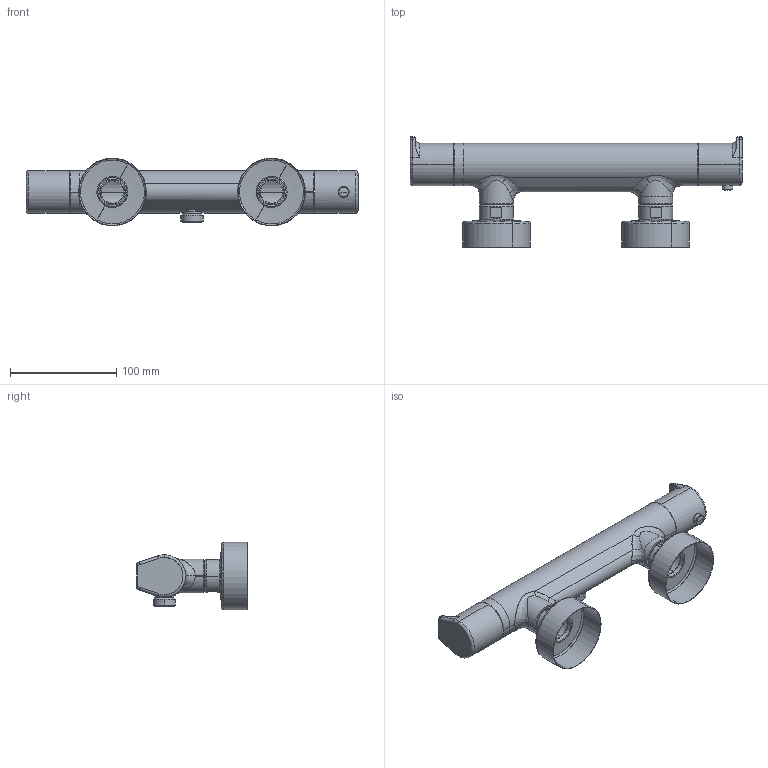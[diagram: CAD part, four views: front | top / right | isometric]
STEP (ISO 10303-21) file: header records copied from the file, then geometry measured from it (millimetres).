
FILE_DESCRIPTION(('CATIA V5 STEP Exchange','CAx-IF Rec.Pracs.--- Model Styling and Organization---1.5--- 2016-08-15','CAx-IF Rec.Pracs.---Supplemental Geometry---1.0---2011-11-01','CAx-IF Rec.Pracs.--- Composite Materials ---3.4---2017-06-13','CAx-IF Rec.Pracs.---Tessellated 3D Geometry---1.0---2015-12-17'),'2;1');
FILE_NAME('RKT01010.stp','2023-10-05T07:53:12+00:00',('none'),('none'),'CATIA Version 5-6 Release 2020 SP2','CATIA V5 STEP AP242 v2','none');
FILE_SCHEMA(('AP242_MANAGED_MODEL_BASED_3D_ENGINEERING_MIM_LF {1 0 10303 442 1 1 4}'));
Length unit declared in the file: millimetre
Products named in the file (1): PR.0530.14
Bounding box: 313 x 104 x 63.98 mm (x, y, z)
Surface area: 84431.5 mm2 (no closed solid volume)
Topology: 0 solids, 222 shells, 222 faces, 1080 edges, 1078 vertices
Faces by surface type: cylinder 77, revolution 58, plane 55, bspline 28, sphere 2, torus 2
Entity records: 15975 total; most frequent: CARTESIAN_POINT 7892, DIRECTION 1120, EDGE_CURVE 1078, ORIENTED_EDGE 1078, VERTEX_POINT 1078, AXIS2_PLACEMENT_3D 625, CIRCLE 488, B_SPLINE_CURVE_WITH_KNOTS 306
